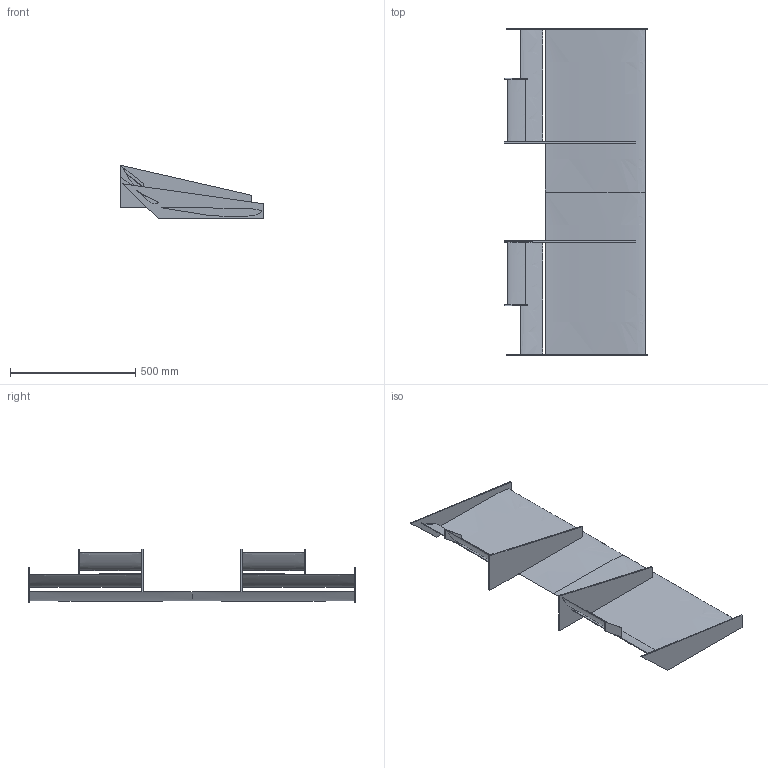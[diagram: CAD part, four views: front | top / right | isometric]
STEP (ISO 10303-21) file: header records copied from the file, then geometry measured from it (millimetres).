
FILE_DESCRIPTION(('CATIA V5 STEP Exchange'),'2;1');
FILE_NAME('Front Wing.stp','2019-11-19T11:07:18+00:00',('none'),('none'),'CATIA Version 5 Release 17 (IN-10)','CATIA V5 STEP AP203','none');
FILE_SCHEMA(('CONFIG_CONTROL_DESIGN'));
Length unit declared in the file: millimetre
Products named in the file (1): Front Wing
Assembly tree (10 placements, depth 2):
  Front Wing
    #56
    #231
    #3254
    #5230
    #5405
    #7562
    #7737
    #9713
    #11870
    #12045
Bounding box: 575 x 1310 x 214.02 mm (x, y, z)
Volume: 14459256.3 mm3; surface area: 1849157.2 mm2
Topology: 10 solids, 10 shells, 60 faces, 112 edges, 74 vertices
Faces by surface type: plane 48, bspline 12
Entity records: 15039 total; most frequent: CARTESIAN_POINT 13696, ORIENTED_EDGE 224, DIRECTION 214, EDGE_CURVE 112, VECTOR 78, LINE 78, VERTEX_POINT 74, AXIS2_PLACEMENT_3D 68
